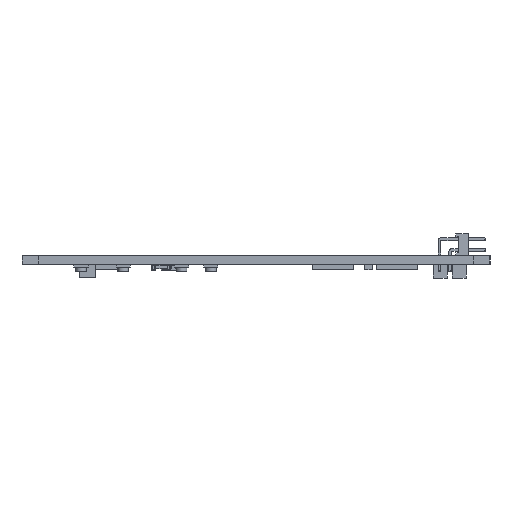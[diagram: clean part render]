
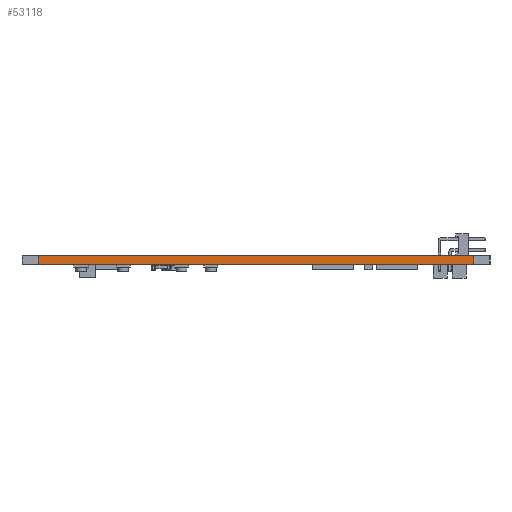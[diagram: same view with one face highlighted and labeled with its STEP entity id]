
A CAD part, front view. The second image highlights one B-rep face of the part: STEP entity #53118.
In plain terms, the highlighted face is planar.
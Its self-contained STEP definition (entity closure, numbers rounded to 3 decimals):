
#7360=FACE_OUTER_BOUND('',#10289,.T.);
#10289=EDGE_LOOP('',(#47205,#47206,#47207,#47208));
#16475=LINE('',#86690,#22127);
#16476=LINE('',#86693,#22128);
#16477=LINE('',#86695,#22129);
#16478=LINE('',#86696,#22130);
#22127=VECTOR('',#71698,10.);
#22128=VECTOR('',#71701,10.);
#22129=VECTOR('',#71702,10.);
#22130=VECTOR('',#71703,10.);
#26926=VERTEX_POINT('',#86686);
#26927=VERTEX_POINT('',#86688);
#26928=VERTEX_POINT('',#86692);
#26929=VERTEX_POINT('',#86694);
#34000=EDGE_CURVE('',#26926,#26927,#16475,.T.);
#34001=EDGE_CURVE('',#26928,#26926,#16476,.T.);
#34002=EDGE_CURVE('',#26929,#26927,#16477,.T.);
#34003=EDGE_CURVE('',#26928,#26929,#16478,.T.);
#47205=ORIENTED_EDGE('',*,*,#34001,.T.);
#47206=ORIENTED_EDGE('',*,*,#34000,.T.);
#47207=ORIENTED_EDGE('',*,*,#34002,.F.);
#47208=ORIENTED_EDGE('',*,*,#34003,.F.);
#50409=PLANE('',#57928);
#53118=ADVANCED_FACE('',(#7360),#50409,.T.);
#57928=AXIS2_PLACEMENT_3D('',#86691,#71699,#71700);
#71698=DIRECTION('',(0.,0.,1.));
#71699=DIRECTION('center_axis',(1.,0.,0.));
#71700=DIRECTION('ref_axis',(0.,1.,0.));
#71701=DIRECTION('',(0.,1.,0.));
#71702=DIRECTION('',(0.,1.,0.));
#71703=DIRECTION('',(0.,0.,1.));
#86686=CARTESIAN_POINT('',(90.,83.,0.));
#86688=CARTESIAN_POINT('',(90.,83.,1.606));
#86690=CARTESIAN_POINT('',(90.,83.,0.));
#86691=CARTESIAN_POINT('Origin',(90.,3.,0.));
#86692=CARTESIAN_POINT('',(90.,3.,0.));
#86693=CARTESIAN_POINT('',(90.,3.,0.));
#86694=CARTESIAN_POINT('',(90.,3.,1.606));
#86695=CARTESIAN_POINT('',(90.,3.,1.606));
#86696=CARTESIAN_POINT('',(90.,3.,0.));
